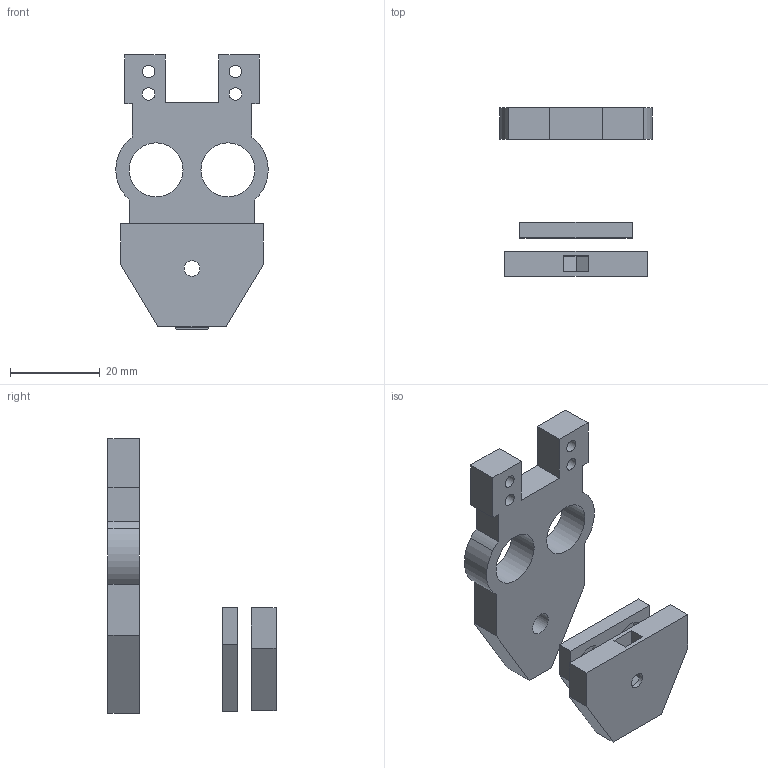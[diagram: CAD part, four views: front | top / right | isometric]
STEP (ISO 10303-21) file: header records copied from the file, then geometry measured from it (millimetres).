
FILE_DESCRIPTION(/* description */ (''),/* implementation_level */ '2;1');
FILE_NAME(/* name */ 'Assembly_Cube_Z_Focus_Drylin_NEMA_slide.iam.step',/* time_stamp */ '2022-11-29T09:13:07+01:00',/* author */ ('diederichbenedict'),/* organization */ (''),/* preprocessor_version */ 'ST-DEVELOPER v18.1',/* originating_system */ 'Autodesk Inventor 2022',/* authorisation */ '');
FILE_SCHEMA (('AUTOMOTIVE_DESIGN { 1 0 10303 214 3 1 1 }'));
Length unit declared in the file: millimetre
Products named in the file (4): Assembly_Cube_Z_Focus_Drylin_NEMA_slide; 30_Cube_Z_Focus_Drylin_NEMA_slide_part1; 30_Cube_Z_Focus_Drylin_NEMA_slide_part1_1; 30_Cube_Z_Focus_MGN_NEMA_slide_part2
Assembly tree (3 placements, depth 2):
  Assembly_Cube_Z_Focus_Drylin_NEMA_slide
    30_Cube_Z_Focus_Drylin_NEMA_slide_part1
    30_Cube_Z_Focus_Drylin_NEMA_slide_part1_1
    30_Cube_Z_Focus_MGN_NEMA_slide_part2
Bounding box: 34 x 37.48 x 61.1 mm (x, y, z)
Volume: 11323.4 mm3; surface area: 8635.9 mm2
Topology: 3 solids, 3 shells, 72 faces, 168 edges, 112 vertices
Faces by surface type: plane 49, cylinder 23
Full cylindrical faces by diameter (mm): 2.8 x4, 3.5 x2, 5 x2, 8 x9, 12 x2
Entity records: 2250 total; most frequent: DIRECTION 372, CARTESIAN_POINT 359, ORIENTED_EDGE 336, EDGE_CURVE 168, AXIS2_PLACEMENT_3D 125, LINE 122, VECTOR 122, VERTEX_POINT 112
